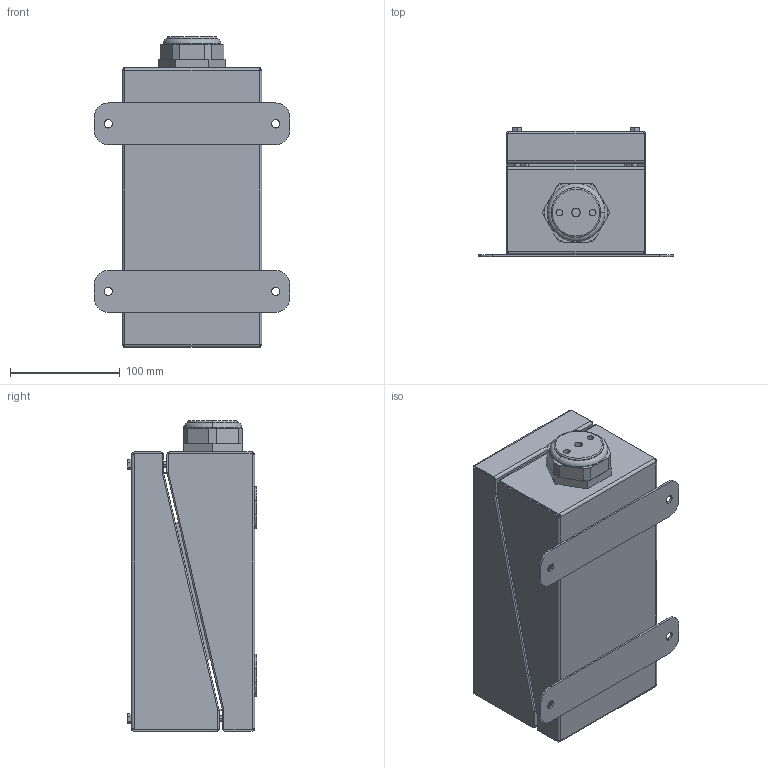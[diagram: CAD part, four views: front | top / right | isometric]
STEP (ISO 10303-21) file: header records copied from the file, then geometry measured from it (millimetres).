
FILE_DESCRIPTION((''),'2;1');
FILE_NAME('159663_SW','2012-04-23T',('banengservice'),('BANNER ENGINEERING'),'PRO/ENGINEER BY PARAMETRIC TECHNOLOGY CORPORATION, 2009141','PRO/ENGINEER BY PARAMETRIC TECHNOLOGY CORPORATION, 2009141','');
FILE_SCHEMA(('CONFIG_CONTROL_DESIGN'));
Length unit declared in the file: inch
Products named in the file (1): 159663_SW
Bounding box: 177.8 x 117.84 x 282.37 mm (x, y, z)
Volume: 386878.8 mm3; surface area: 393943.4 mm2
Topology: 1 solids, 1 shells, 694 faces, 1631 edges, 998 vertices
Faces by surface type: plane 402, cylinder 208, cone 46, sphere 22, bspline 12, torus 4
Entity records: 21631 total; most frequent: CARTESIAN_POINT 5407, DIRECTION 3471, ORIENTED_EDGE 3262, EDGE_CURVE 1631, AXIS2_PLACEMENT_3D 1254, VERTEX_POINT 998, VECTOR 963, LINE 963
